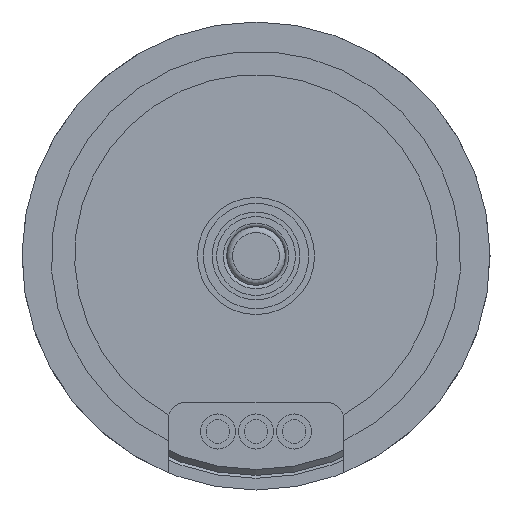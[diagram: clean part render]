
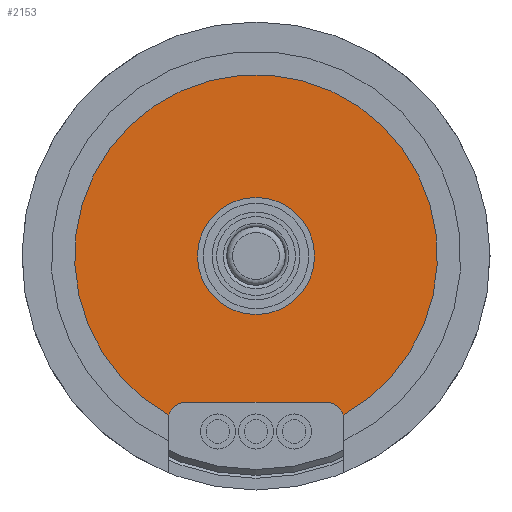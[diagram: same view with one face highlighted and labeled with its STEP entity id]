
A CAD part, front view. The second image highlights one B-rep face of the part: STEP entity #2153.
In plain terms, the highlighted planar face has unit normal (0, -1, 0).
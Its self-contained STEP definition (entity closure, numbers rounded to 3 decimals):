
#111 = CARTESIAN_POINT ( 'NONE',  ( 0., 0., -1. ) ) ;
#199 = EDGE_CURVE ( 'NONE', #1404, #1831, #3824, .T. ) ;
#290 = CARTESIAN_POINT ( 'NONE',  ( 1.489, 0., -2.719 ) ) ;
#584 = FACE_OUTER_BOUND ( 'NONE', #3524, .T. ) ;
#610 = DIRECTION ( 'NONE',  ( 0., 0., -1. ) ) ;
#652 = DIRECTION ( 'NONE',  ( 0., -1., 0. ) ) ;
#854 = DIRECTION ( 'NONE',  ( 0., 0., -1. ) ) ;
#907 = AXIS2_PLACEMENT_3D ( 'NONE', #2567, #4070, #854 ) ;
#917 = CARTESIAN_POINT ( 'NONE',  ( 0., 0., 0. ) ) ;
#971 = CIRCLE ( 'NONE', #1586, 0.3 ) ;
#1032 = DIRECTION ( 'NONE',  ( 0., 0., -1. ) ) ;
#1092 = CARTESIAN_POINT ( 'NONE',  ( -1.2, 0., -2.5 ) ) ;
#1211 = DIRECTION ( 'NONE',  ( 0., 0., -1. ) ) ;
#1362 = CARTESIAN_POINT ( 'NONE',  ( 1.2, 0., -2.8 ) ) ;
#1390 = EDGE_CURVE ( 'NONE', #1498, #1404, #971, .T. ) ;
#1404 = VERTEX_POINT ( 'NONE', #290 ) ;
#1464 = CARTESIAN_POINT ( 'NONE',  ( -1.2, 0., -2.8 ) ) ;
#1498 = VERTEX_POINT ( 'NONE', #3960 ) ;
#1535 = VECTOR ( 'NONE', #1671, 1000. ) ;
#1586 = AXIS2_PLACEMENT_3D ( 'NONE', #1362, #3166, #1032 ) ;
#1629 = CARTESIAN_POINT ( 'NONE',  ( 1., 0., -2.5 ) ) ;
#1659 = ORIENTED_EDGE ( 'NONE', *, *, #1821, .F. ) ;
#1671 = DIRECTION ( 'NONE',  ( -1., 0., 0. ) ) ;
#1821 = EDGE_CURVE ( 'NONE', #1925, #1925, #4137, .T. ) ;
#1831 = VERTEX_POINT ( 'NONE', #2840 ) ;
#1925 = VERTEX_POINT ( 'NONE', #111 ) ;
#1976 = AXIS2_PLACEMENT_3D ( 'NONE', #3908, #652, #4259 ) ;
#2051 = DIRECTION ( 'NONE',  ( 0., -1., 0. ) ) ;
#2075 = EDGE_LOOP ( 'NONE', ( #1659 ) ) ;
#2153 = ADVANCED_FACE ( 'NONE', ( #584, #3840 ), #4286, .T. ) ;
#2273 = DIRECTION ( 'NONE',  ( 0., 1., 0. ) ) ;
#2567 = CARTESIAN_POINT ( 'NONE',  ( 0., 0., 0. ) ) ;
#2761 = LINE ( 'NONE', #1629, #1535 ) ;
#2840 = CARTESIAN_POINT ( 'NONE',  ( -1.489, 0., -2.719 ) ) ;
#3070 = ORIENTED_EDGE ( 'NONE', *, *, #199, .T. ) ;
#3166 = DIRECTION ( 'NONE',  ( 0., 1., 0. ) ) ;
#3238 = VERTEX_POINT ( 'NONE', #1092 ) ;
#3401 = ORIENTED_EDGE ( 'NONE', *, *, #1390, .T. ) ;
#3416 = CIRCLE ( 'NONE', #3775, 0.3 ) ;
#3433 = ORIENTED_EDGE ( 'NONE', *, *, #4532, .F. ) ;
#3524 = EDGE_LOOP ( 'NONE', ( #3070, #4630, #3433, #3401 ) ) ;
#3659 = EDGE_CURVE ( 'NONE', #1831, #3238, #3416, .T. ) ;
#3775 = AXIS2_PLACEMENT_3D ( 'NONE', #1464, #2273, #1211 ) ;
#3824 = CIRCLE ( 'NONE', #907, 3.1 ) ;
#3840 = FACE_BOUND ( 'NONE', #2075, .T. ) ;
#3908 = CARTESIAN_POINT ( 'NONE',  ( 1., 0., 0. ) ) ;
#3960 = CARTESIAN_POINT ( 'NONE',  ( 1.2, 0., -2.5 ) ) ;
#4058 = AXIS2_PLACEMENT_3D ( 'NONE', #917, #2051, #610 ) ;
#4070 = DIRECTION ( 'NONE',  ( 0., -1., 0. ) ) ;
#4137 = CIRCLE ( 'NONE', #4058, 1. ) ;
#4259 = DIRECTION ( 'NONE',  ( 0., 0., -1. ) ) ;
#4286 = PLANE ( 'NONE',  #1976 ) ;
#4532 = EDGE_CURVE ( 'NONE', #1498, #3238, #2761, .T. ) ;
#4630 = ORIENTED_EDGE ( 'NONE', *, *, #3659, .T. ) ;
